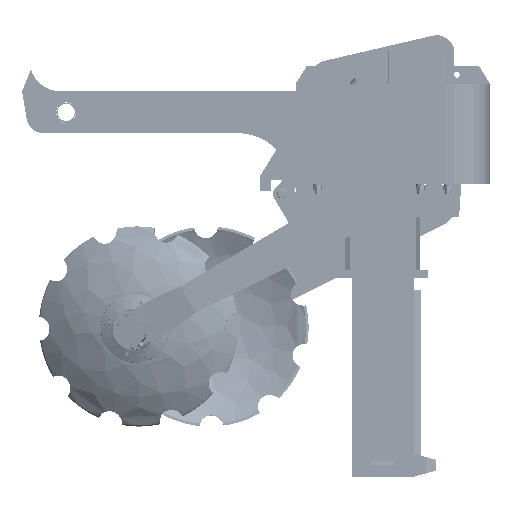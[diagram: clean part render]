
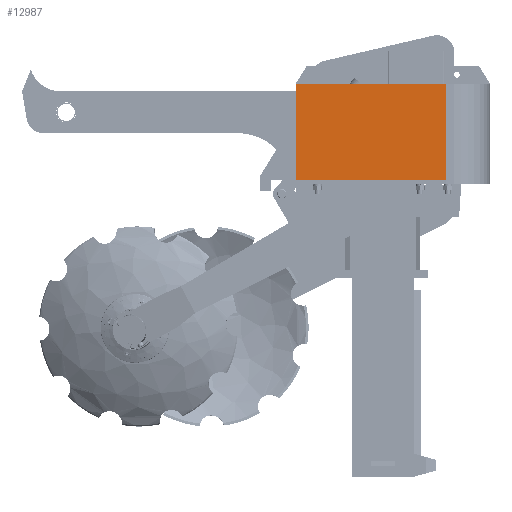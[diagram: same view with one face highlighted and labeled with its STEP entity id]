
A CAD part, left-side view. The second image highlights one B-rep face of the part: STEP entity #12987.
In plain terms, the highlighted free-form (B-spline) face has degree [1, 1] with [2, 2] control points.
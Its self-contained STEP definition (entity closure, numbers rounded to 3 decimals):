
#12987 = ADVANCED_FACE('',(#12988),#13022,.T.);
#12988 = FACE_BOUND('',#12989,.T.);
#12989 = EDGE_LOOP('',(#12990,#13000,#13008,#13016));
#12990 = ORIENTED_EDGE('',*,*,#12991,.T.);
#12991 = EDGE_CURVE('',#12992,#12994,#12996,.T.);
#12992 = VERTEX_POINT('',#12993);
#12993 = CARTESIAN_POINT('',(-885.,440.,10.));
#12994 = VERTEX_POINT('',#12995);
#12995 = CARTESIAN_POINT('',(-885.,440.,445.));
#12996 = LINE('',#12997,#12998);
#12997 = CARTESIAN_POINT('',(-885.,440.,10.));
#12998 = VECTOR('',#12999,1.);
#12999 = DIRECTION('',(0.,0.,1.));
#13000 = ORIENTED_EDGE('',*,*,#13001,.T.);
#13001 = EDGE_CURVE('',#12994,#13002,#13004,.T.);
#13002 = VERTEX_POINT('',#13003);
#13003 = CARTESIAN_POINT('',(-885.,-240.,445.));
#13004 = LINE('',#13005,#13006);
#13005 = CARTESIAN_POINT('',(-885.,440.,445.));
#13006 = VECTOR('',#13007,1.);
#13007 = DIRECTION('',(0.,-1.,0.));
#13008 = ORIENTED_EDGE('',*,*,#13009,.T.);
#13009 = EDGE_CURVE('',#13002,#13010,#13012,.T.);
#13010 = VERTEX_POINT('',#13011);
#13011 = CARTESIAN_POINT('',(-885.,-240.,10.));
#13012 = LINE('',#13013,#13014);
#13013 = CARTESIAN_POINT('',(-885.,-240.,445.));
#13014 = VECTOR('',#13015,1.);
#13015 = DIRECTION('',(0.,0.,-1.));
#13016 = ORIENTED_EDGE('',*,*,#13017,.T.);
#13017 = EDGE_CURVE('',#13010,#12992,#13018,.T.);
#13018 = LINE('',#13019,#13020);
#13019 = CARTESIAN_POINT('',(-885.,-240.,10.));
#13020 = VECTOR('',#13021,1.);
#13021 = DIRECTION('',(0.,1.,0.));
#13022 = B_SPLINE_SURFACE_WITH_KNOTS('',1,1,(
    (#13023,#13024)
    ,(#13025,#13026
    )),.UNSPECIFIED.,.F.,.F.,.F.,(2,2),(2,2),(0.,1.),(0.,1.),
  .PIECEWISE_BEZIER_KNOTS.);
#13023 = CARTESIAN_POINT('',(-885.,-240.,445.));
#13024 = CARTESIAN_POINT('',(-885.,440.,445.));
#13025 = CARTESIAN_POINT('',(-885.,-240.,10.));
#13026 = CARTESIAN_POINT('',(-885.,440.,10.));
